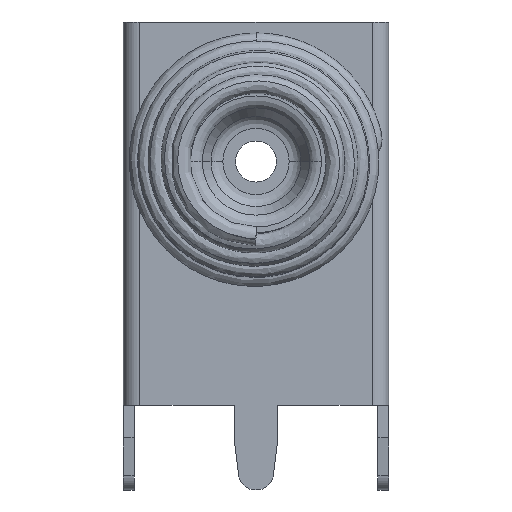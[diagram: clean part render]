
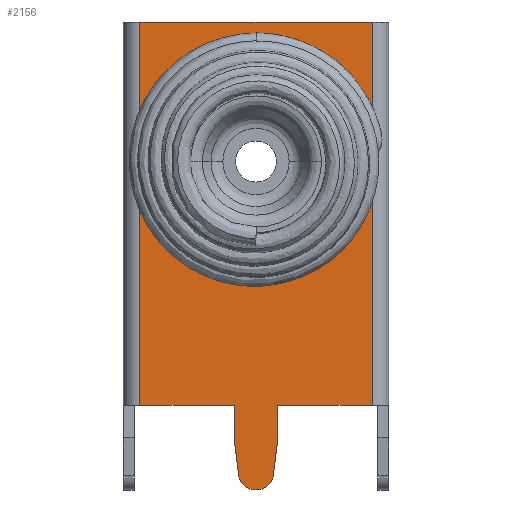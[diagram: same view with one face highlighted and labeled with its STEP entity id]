
A CAD part, top view. The second image highlights one B-rep face of the part: STEP entity #2156.
In plain terms, the highlighted planar face has unit normal (0, 0, 1).
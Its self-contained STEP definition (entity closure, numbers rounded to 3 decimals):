
#84 = VERTEX_POINT ( 'NONE', #3076 ) ;
#88 = DIRECTION ( 'NONE',  ( 0., 1., 0. ) ) ;
#160 = CARTESIAN_POINT ( 'NONE',  ( -0.785, 1.75, 0. ) ) ;
#170 = CARTESIAN_POINT ( 'NONE',  ( 0., 17.1, 0. ) ) ;
#177 = ORIENTED_EDGE ( 'NONE', *, *, #308, .T. ) ;
#196 = FACE_OUTER_BOUND ( 'NONE', #3950, .T. ) ;
#230 = ORIENTED_EDGE ( 'NONE', *, *, #3607, .T. ) ;
#289 = ORIENTED_EDGE ( 'NONE', *, *, #1947, .F. ) ;
#308 = EDGE_CURVE ( 'NONE', #2283, #3045, #1005, .T. ) ;
#359 = LINE ( 'NONE', #1003, #2318 ) ;
#389 = DIRECTION ( 'NONE',  ( 1., 0., 0. ) ) ;
#403 = CARTESIAN_POINT ( 'NONE',  ( 4.25, 0., 0. ) ) ;
#417 = DIRECTION ( 'NONE',  ( 0., 1., 0. ) ) ;
#436 = AXIS2_PLACEMENT_3D ( 'NONE', #1770, #3118, #1455 ) ;
#524 = VECTOR ( 'NONE', #88, 1000. ) ;
#530 = EDGE_CURVE ( 'NONE', #84, #1279, #2260, .T. ) ;
#542 = EDGE_CURVE ( 'NONE', #692, #1633, #875, .T. ) ;
#610 = VERTEX_POINT ( 'NONE', #1653 ) ;
#648 = CARTESIAN_POINT ( 'NONE',  ( 0., 12., 0. ) ) ;
#692 = VERTEX_POINT ( 'NONE', #2020 ) ;
#741 = AXIS2_PLACEMENT_3D ( 'NONE', #2193, #2836, #2178 ) ;
#797 = VERTEX_POINT ( 'NONE', #1156 ) ;
#816 = DIRECTION ( 'NONE',  ( 1., 0., 0. ) ) ;
#875 = LINE ( 'NONE', #2928, #4077 ) ;
#962 = CARTESIAN_POINT ( 'NONE',  ( 0., 0., 0. ) ) ;
#974 = CARTESIAN_POINT ( 'NONE',  ( -4.25, 3.1, 0. ) ) ;
#1003 = CARTESIAN_POINT ( 'NONE',  ( 0., 3.1, 0. ) ) ;
#1005 = LINE ( 'NONE', #3861, #2198 ) ;
#1087 = CARTESIAN_POINT ( 'NONE',  ( -3.789, 12., 0. ) ) ;
#1104 = ORIENTED_EDGE ( 'NONE', *, *, #3407, .F. ) ;
#1116 = CIRCLE ( 'NONE', #1625, 3.789 ) ;
#1156 = CARTESIAN_POINT ( 'NONE',  ( 0.635, 0.527, 0. ) ) ;
#1180 = LINE ( 'NONE', #962, #3969 ) ;
#1214 = CARTESIAN_POINT ( 'NONE',  ( -0.785, 0., 0. ) ) ;
#1279 = VERTEX_POINT ( 'NONE', #1087 ) ;
#1287 = DIRECTION ( 'NONE',  ( 1., 0., 0. ) ) ;
#1338 = CIRCLE ( 'NONE', #2275, 0.6 ) ;
#1364 = DIRECTION ( 'NONE',  ( 1., 0., 0. ) ) ;
#1455 = DIRECTION ( 'NONE',  ( 1., 0., 0. ) ) ;
#1463 = CARTESIAN_POINT ( 'NONE',  ( 0.785, 0., 0. ) ) ;
#1482 = EDGE_CURVE ( 'NONE', #1279, #84, #1116, .T. ) ;
#1535 = VERTEX_POINT ( 'NONE', #3081 ) ;
#1538 = EDGE_CURVE ( 'NONE', #692, #3363, #2099, .T. ) ;
#1541 = VERTEX_POINT ( 'NONE', #3734 ) ;
#1567 = VERTEX_POINT ( 'NONE', #3112 ) ;
#1588 = DIRECTION ( 'NONE',  ( 0.122, -0.993, 0. ) ) ;
#1615 = DIRECTION ( 'NONE',  ( 1., 0., 0. ) ) ;
#1625 = AXIS2_PLACEMENT_3D ( 'NONE', #1765, #4129, #2450 ) ;
#1633 = VERTEX_POINT ( 'NONE', #4118 ) ;
#1653 = CARTESIAN_POINT ( 'NONE',  ( -0.785, 3.1, 0. ) ) ;
#1663 = EDGE_LOOP ( 'NONE', ( #2083, #1883 ) ) ;
#1690 = EDGE_CURVE ( 'NONE', #2531, #1567, #1787, .T. ) ;
#1765 = CARTESIAN_POINT ( 'NONE',  ( 0., 12., 0. ) ) ;
#1770 = CARTESIAN_POINT ( 'NONE',  ( 0., 0., 0. ) ) ;
#1787 = LINE ( 'NONE', #170, #2855 ) ;
#1853 = CARTESIAN_POINT ( 'NONE',  ( 0.562, -0.069, 0. ) ) ;
#1883 = ORIENTED_EDGE ( 'NONE', *, *, #1482, .T. ) ;
#1908 = AXIS2_PLACEMENT_3D ( 'NONE', #648, #3244, #1287 ) ;
#1933 = ORIENTED_EDGE ( 'NONE', *, *, #542, .T. ) ;
#1944 = ORIENTED_EDGE ( 'NONE', *, *, #2423, .T. ) ;
#1947 = EDGE_CURVE ( 'NONE', #2337, #2531, #3659, .T. ) ;
#1997 = DIRECTION ( 'NONE',  ( 0., 0., 1. ) ) ;
#2010 = CARTESIAN_POINT ( 'NONE',  ( -4.25, 17.1, 0. ) ) ;
#2020 = CARTESIAN_POINT ( 'NONE',  ( 0.785, 3.1, 0. ) ) ;
#2083 = ORIENTED_EDGE ( 'NONE', *, *, #530, .T. ) ;
#2099 = LINE ( 'NONE', #1463, #2546 ) ;
#2156 = ADVANCED_FACE ( 'NONE', ( #3284, #196 ), #3451, .T. ) ;
#2178 = DIRECTION ( 'NONE',  ( 1., 0., 0. ) ) ;
#2193 = CARTESIAN_POINT ( 'NONE',  ( -0.039, 0.6, 0. ) ) ;
#2198 = VECTOR ( 'NONE', #1588, 1000. ) ;
#2214 = EDGE_CURVE ( 'NONE', #3045, #1541, #3449, .T. ) ;
#2260 = CIRCLE ( 'NONE', #1908, 3.789 ) ;
#2275 = AXIS2_PLACEMENT_3D ( 'NONE', #3331, #1997, #1364 ) ;
#2281 = DIRECTION ( 'NONE',  ( 1., 0., 0. ) ) ;
#2283 = VERTEX_POINT ( 'NONE', #160 ) ;
#2318 = VECTOR ( 'NONE', #389, 1000. ) ;
#2325 = EDGE_CURVE ( 'NONE', #1541, #1535, #1180, .T. ) ;
#2337 = VERTEX_POINT ( 'NONE', #974 ) ;
#2423 = EDGE_CURVE ( 'NONE', #1535, #797, #1338, .T. ) ;
#2450 = DIRECTION ( 'NONE',  ( 1., 0., 0. ) ) ;
#2531 = VERTEX_POINT ( 'NONE', #2010 ) ;
#2546 = VECTOR ( 'NONE', #3460, 1000. ) ;
#2570 = VECTOR ( 'NONE', #3870, 1000. ) ;
#2581 = ORIENTED_EDGE ( 'NONE', *, *, #2798, .T. ) ;
#2798 = EDGE_CURVE ( 'NONE', #610, #2283, #3577, .T. ) ;
#2836 = DIRECTION ( 'NONE',  ( 0., 0., 1. ) ) ;
#2855 = VECTOR ( 'NONE', #816, 1000. ) ;
#2928 = CARTESIAN_POINT ( 'NONE',  ( 0., 3.1, 0. ) ) ;
#3045 = VERTEX_POINT ( 'NONE', #3748 ) ;
#3076 = CARTESIAN_POINT ( 'NONE',  ( 3.789, 12., 0. ) ) ;
#3081 = CARTESIAN_POINT ( 'NONE',  ( 0.039, 0., 0. ) ) ;
#3112 = CARTESIAN_POINT ( 'NONE',  ( 4.25, 17.1, 0. ) ) ;
#3118 = DIRECTION ( 'NONE',  ( 0., 0., 1. ) ) ;
#3126 = VECTOR ( 'NONE', #417, 1000. ) ;
#3200 = DIRECTION ( 'NONE',  ( -0.122, -0.993, 0. ) ) ;
#3244 = DIRECTION ( 'NONE',  ( 0., 0., -1. ) ) ;
#3284 = FACE_BOUND ( 'NONE', #1663, .T. ) ;
#3331 = CARTESIAN_POINT ( 'NONE',  ( 0.039, 0.6, 0. ) ) ;
#3363 = VERTEX_POINT ( 'NONE', #3471 ) ;
#3407 = EDGE_CURVE ( 'NONE', #3363, #797, #3718, .T. ) ;
#3449 = CIRCLE ( 'NONE', #741, 0.6 ) ;
#3451 = PLANE ( 'NONE',  #436 ) ;
#3460 = DIRECTION ( 'NONE',  ( 0., -1., 0. ) ) ;
#3471 = CARTESIAN_POINT ( 'NONE',  ( 0.785, 1.75, 0. ) ) ;
#3473 = ORIENTED_EDGE ( 'NONE', *, *, #2325, .T. ) ;
#3577 = LINE ( 'NONE', #1214, #2570 ) ;
#3607 = EDGE_CURVE ( 'NONE', #2337, #610, #359, .T. ) ;
#3630 = ORIENTED_EDGE ( 'NONE', *, *, #1690, .F. ) ;
#3659 = LINE ( 'NONE', #4052, #3126 ) ;
#3718 = LINE ( 'NONE', #1853, #4242 ) ;
#3729 = EDGE_CURVE ( 'NONE', #1633, #1567, #3979, .T. ) ;
#3734 = CARTESIAN_POINT ( 'NONE',  ( -0.039, 0., 0. ) ) ;
#3748 = CARTESIAN_POINT ( 'NONE',  ( -0.635, 0.527, 0. ) ) ;
#3797 = ORIENTED_EDGE ( 'NONE', *, *, #1538, .F. ) ;
#3861 = CARTESIAN_POINT ( 'NONE',  ( -0.562, -0.069, 0. ) ) ;
#3870 = DIRECTION ( 'NONE',  ( 0., -1., 0. ) ) ;
#3895 = ORIENTED_EDGE ( 'NONE', *, *, #2214, .T. ) ;
#3950 = EDGE_LOOP ( 'NONE', ( #177, #3895, #3473, #1944, #1104, #3797, #1933, #4053, #3630, #289, #230, #2581 ) ) ;
#3969 = VECTOR ( 'NONE', #2281, 1000. ) ;
#3979 = LINE ( 'NONE', #403, #524 ) ;
#4052 = CARTESIAN_POINT ( 'NONE',  ( -4.25, 0., 0. ) ) ;
#4053 = ORIENTED_EDGE ( 'NONE', *, *, #3729, .T. ) ;
#4077 = VECTOR ( 'NONE', #1615, 1000. ) ;
#4118 = CARTESIAN_POINT ( 'NONE',  ( 4.25, 3.1, 0. ) ) ;
#4129 = DIRECTION ( 'NONE',  ( 0., 0., -1. ) ) ;
#4242 = VECTOR ( 'NONE', #3200, 1000. ) ;
